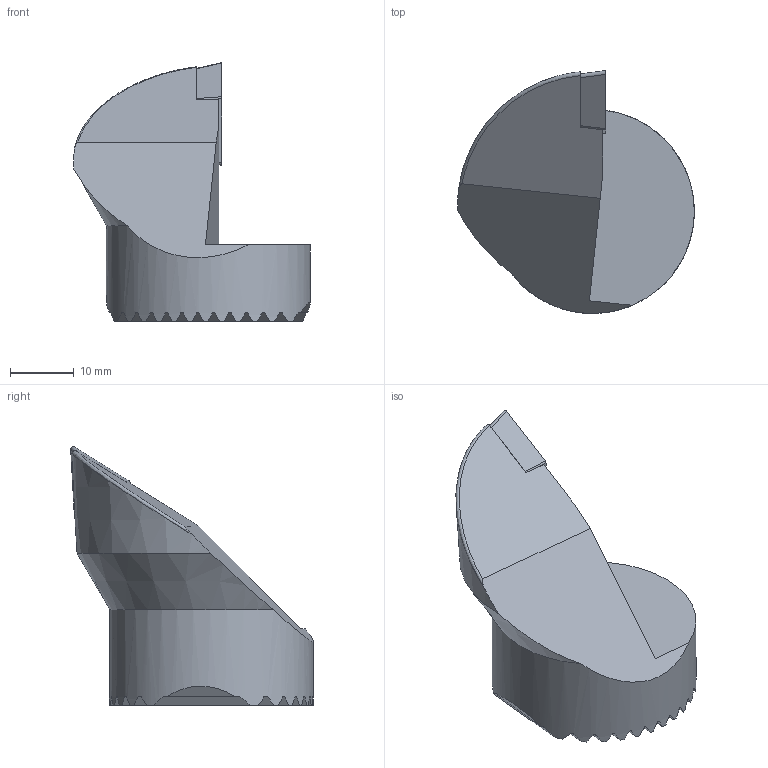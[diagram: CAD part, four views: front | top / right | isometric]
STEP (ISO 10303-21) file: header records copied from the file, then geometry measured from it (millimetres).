
FILE_DESCRIPTION(/* description */ (''),/* implementation_level */ '2;1');
FILE_NAME(/* name */ 'W9990280_A__specification_W9990280_Aussen_.stp',/* time_stamp */ '2011-08-01T10:10:19+02:00',/* author */ (''),/* organization */ (''),/* preprocessor_version */ 'ST-DEVELOPER v11',/* originating_system */ 'UGS - NX 5.0',/* authorisation */ '');
FILE_SCHEMA (('AUTOMOTIVE_DESIGN { 1 0 10303 214 1 1 1 1 }'));
Length unit declared in the file: millimetre
Products named in the file (1): hees1BA88jf0
Bounding box: 37.15 x 38.06 x 40.6 mm (x, y, z)
Volume: 17098 mm3; surface area: 5112.1 mm2
Topology: 1 solids, 1 shells, 73 faces, 212 edges, 141 vertices
Faces by surface type: plane 51, cylinder 19, cone 2, bspline 1
Full cylindrical faces by diameter (mm): 32 x1
Entity records: 2917 total; most frequent: CARTESIAN_POINT 948, ORIENTED_EDGE 420, DIRECTION 418, EDGE_CURVE 210, AXIS2_PLACEMENT_3D 168, VERTEX_POINT 140, LINE 82, VECTOR 82
